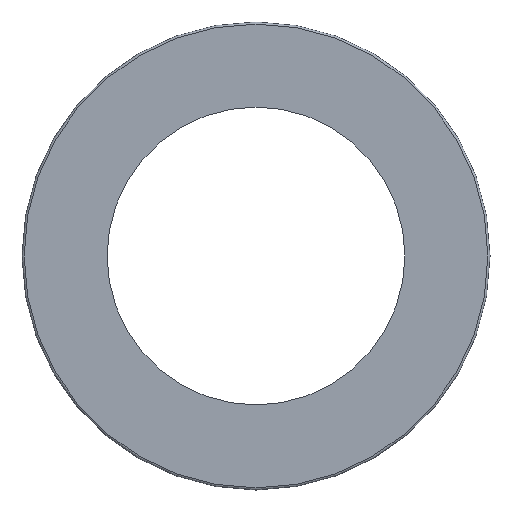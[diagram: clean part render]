
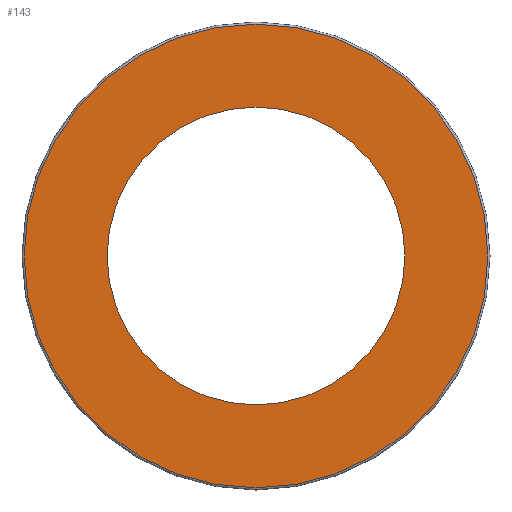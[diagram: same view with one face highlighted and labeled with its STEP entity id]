
A CAD part, front view. The second image highlights one B-rep face of the part: STEP entity #143.
In plain terms, the highlighted planar face has unit normal (0, -1, 0).
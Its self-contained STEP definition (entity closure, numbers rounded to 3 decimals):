
#55=CARTESIAN_POINT('',(0.0,0.1,-3.5));
#56=VERTEX_POINT('',#55);
#57=CARTESIAN_POINT('',(0.0,0.1,0.0));
#58=DIRECTION('',(0.0,-1.0,0.0));
#59=DIRECTION('',(0.0,-0.0,-1.0));
#60=AXIS2_PLACEMENT_3D('',#57,#58,#59);
#61=CIRCLE('',#60,3.5);
#62=EDGE_CURVE('n� 415',#56,#56,#61,.T.);
#124=CARTESIAN_POINT('',(0.0,0.1,-5.45));
#125=VERTEX_POINT('',#124);
#126=CARTESIAN_POINT('',(0.0,0.1,0.0));
#127=DIRECTION('',(0.0,-1.0,0.0));
#128=DIRECTION('',(0.0,-0.0,-1.0));
#129=AXIS2_PLACEMENT_3D('',#126,#127,#128);
#130=CIRCLE('',#129,5.45);
#131=EDGE_CURVE('n� 478',#125,#125,#130,.T.);
#132=ORIENTED_EDGE('',*,*,#131,.T.);
#133=EDGE_LOOP('',(#132));
#134=FACE_OUTER_BOUND('',#133,.T.);
#135=ORIENTED_EDGE('',*,*,#62,.F.);
#136=EDGE_LOOP('',(#135));
#137=FACE_BOUND('',#136,.T.);
#138=CARTESIAN_POINT('',(0.0,0.1,0.0));
#139=DIRECTION('',(0.0,-1.0,0.0));
#140=DIRECTION('',(0.0,-0.0,-1.0));
#141=AXIS2_PLACEMENT_3D('',#138,#139,#140);
#142=PLANE('',#141);
#143=ADVANCED_FACE('n� 425',(#134,#137),#142,.T.);
